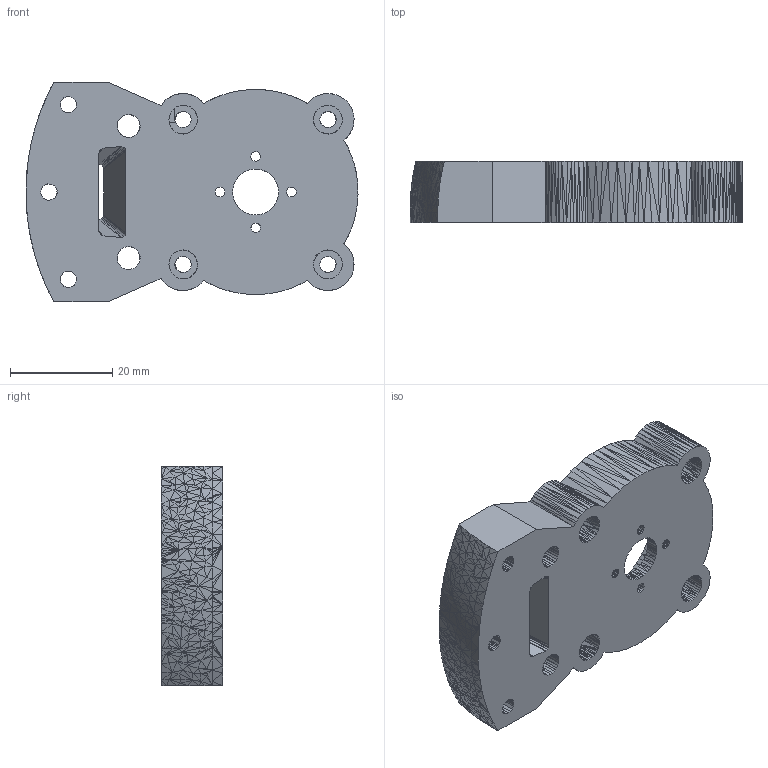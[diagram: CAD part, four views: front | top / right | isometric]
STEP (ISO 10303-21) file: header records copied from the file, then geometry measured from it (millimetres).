
FILE_DESCRIPTION(/* description */ (''),/* implementation_level */ '2;1');
FILE_NAME(/* name */ 'SM3_Frame_ShoulderJoinInner_DawgMod.step',/* time_stamp */ '2021-09-11T17:23:25+10:00',/* author */ (''),/* organization */ (''),/* preprocessor_version */ 'ST-DEVELOPER v18.1',/* originating_system */ 'Autodesk Translation Framework v10.10.0.1391',/* authorisation */ '');
FILE_SCHEMA (('AUTOMOTIVE_DESIGN { 1 0 10303 214 3 1 1 }'));
Products named in the file (1): SM3_Frame_ShoulderJoinInner_DawgMod
Bounding box: 65.08 x 12.03 x 43 mm (x, y, z)
Volume: 19632.9 mm3; surface area: 9737.1 mm2
Topology: 1 solids, 1 shells, 3269 faces, 6200 edges, 2932 vertices
Faces by surface type: plane 3269
Entity records: 75515 total; most frequent: DIRECTION 12740, CARTESIAN_POINT 12402, ORIENTED_EDGE 12400, LINE 6200, VECTOR 6200, EDGE_CURVE 6200, EDGE_LOOP 3298, AXIS2_PLACEMENT_3D 3270
